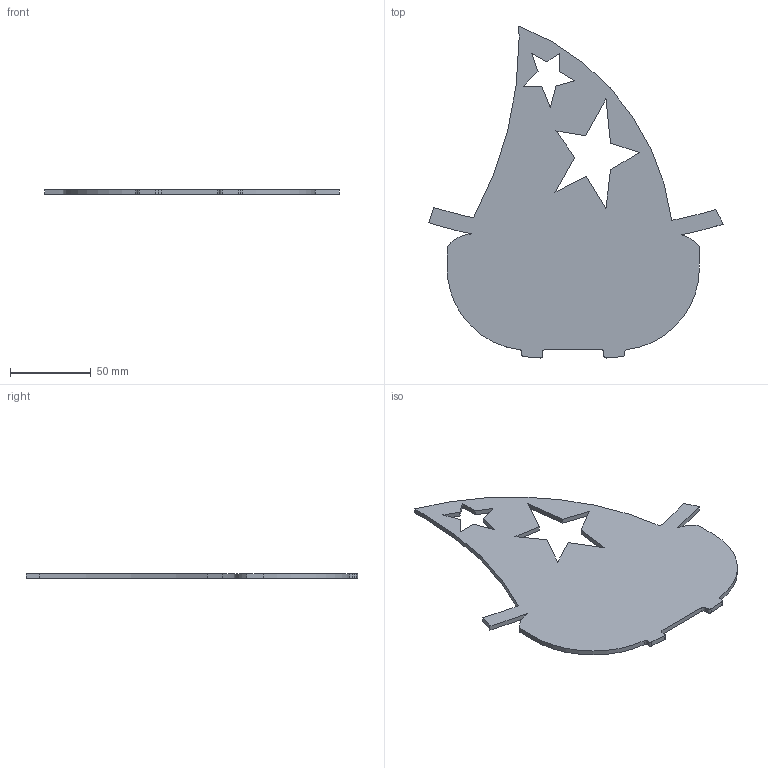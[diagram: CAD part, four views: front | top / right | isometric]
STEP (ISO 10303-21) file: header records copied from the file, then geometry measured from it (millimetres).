
FILE_DESCRIPTION (( 'STEP AP203' ), '1' );
FILE_NAME ('P26_Hat_Wizard.step', '2020-03-06T13:29:52', ( '' ), ( '' ), 'SwSTEP 2.0', 'SolidWorks 2018', '' );
FILE_SCHEMA (( 'CONFIG_CONTROL_DESIGN' ));
Length unit declared in the file: millimetre
Products named in the file (1): P26_Hat_Wizard
Bounding box: 182.79 x 205.98 x 3 mm (x, y, z)
Volume: 57505.2 mm3; surface area: 41471.6 mm2
Topology: 1 solids, 1 shells, 53 faces, 153 edges, 102 vertices
Faces by surface type: plane 33, cylinder 20
Entity records: 1832 total; most frequent: CARTESIAN_POINT 309, ORIENTED_EDGE 306, DIRECTION 301, EDGE_CURVE 153, LINE 113, VECTOR 113, VERTEX_POINT 102, AXIS2_PLACEMENT_3D 94
